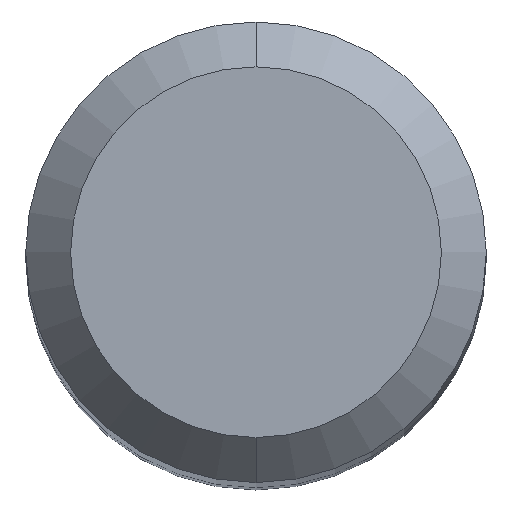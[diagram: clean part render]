
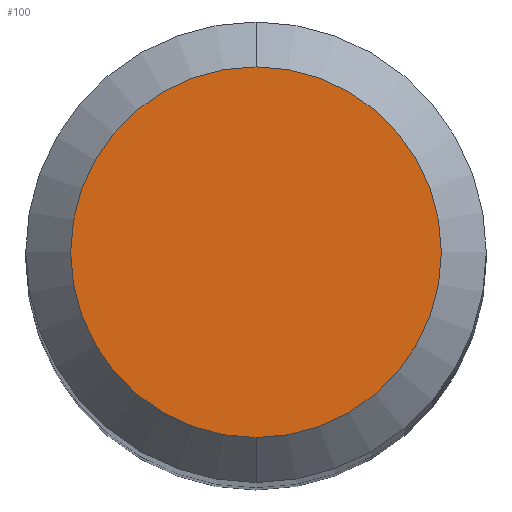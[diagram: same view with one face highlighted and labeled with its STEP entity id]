
A CAD part, top view. The second image highlights one B-rep face of the part: STEP entity #100.
In plain terms, the highlighted planar face has unit normal (0, 0, 1).
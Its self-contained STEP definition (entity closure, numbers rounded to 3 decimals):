
#4 = CARTESIAN_POINT ( 'NONE',  ( 0., 3.3, 79. ) ) ;
#30 = EDGE_CURVE ( 'NONE', #133, #328, #230, .T. ) ;
#80 = EDGE_CURVE ( 'NONE', #328, #133, #82, .T. ) ;
#82 = CIRCLE ( 'NONE', #141, 3.3 ) ;
#100 = ADVANCED_FACE ( 'NONE', ( #200 ), #229, .F. ) ;
#103 = DIRECTION ( 'NONE',  ( 0., 1., 0. ) ) ;
#108 = ORIENTED_EDGE ( 'NONE', *, *, #80, .F. ) ;
#118 = CARTESIAN_POINT ( 'NONE',  ( 0., 0., 79. ) ) ;
#133 = VERTEX_POINT ( 'NONE', #320 ) ;
#134 = ORIENTED_EDGE ( 'NONE', *, *, #30, .F. ) ;
#141 = AXIS2_PLACEMENT_3D ( 'NONE', #213, #281, #285 ) ;
#152 = CARTESIAN_POINT ( 'NONE',  ( 0., 0., 79. ) ) ;
#157 = DIRECTION ( 'NONE',  ( 0., 0., -1. ) ) ;
#182 = AXIS2_PLACEMENT_3D ( 'NONE', #152, #333, #280 ) ;
#200 = FACE_OUTER_BOUND ( 'NONE', #330, .T. ) ;
#213 = CARTESIAN_POINT ( 'NONE',  ( 0., 0., 79. ) ) ;
#229 = PLANE ( 'NONE',  #182 ) ;
#230 = CIRCLE ( 'NONE', #276, 3.3 ) ;
#276 = AXIS2_PLACEMENT_3D ( 'NONE', #118, #157, #103 ) ;
#280 = DIRECTION ( 'NONE',  ( 0., 1., 0. ) ) ;
#281 = DIRECTION ( 'NONE',  ( 0., 0., -1. ) ) ;
#285 = DIRECTION ( 'NONE',  ( 0., 1., 0. ) ) ;
#320 = CARTESIAN_POINT ( 'NONE',  ( 0., -3.3, 79. ) ) ;
#328 = VERTEX_POINT ( 'NONE', #4 ) ;
#330 = EDGE_LOOP ( 'NONE', ( #108, #134 ) ) ;
#333 = DIRECTION ( 'NONE',  ( 0., 0., -1. ) ) ;
